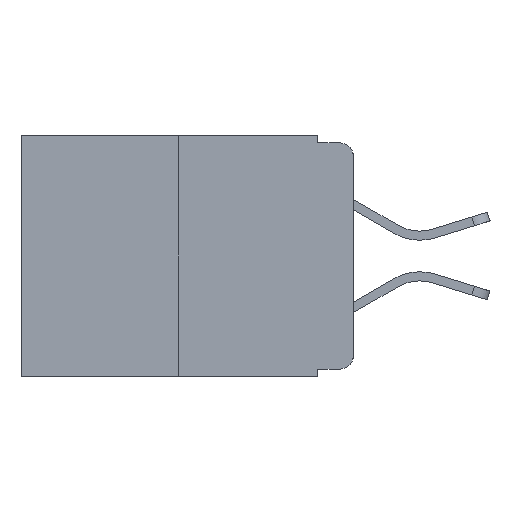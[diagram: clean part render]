
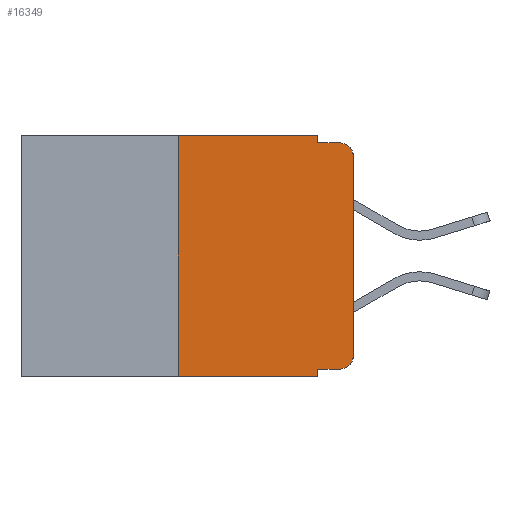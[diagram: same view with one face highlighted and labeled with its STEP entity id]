
A CAD part, left-side view. The second image highlights one B-rep face of the part: STEP entity #16349.
In plain terms, the highlighted planar face has unit normal (-1, 0, 0).
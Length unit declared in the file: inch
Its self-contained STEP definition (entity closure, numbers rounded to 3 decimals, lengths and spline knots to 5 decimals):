
#336 = VERTEX_POINT ( 'NONE', #7946 ) ;
#780 = VERTEX_POINT ( 'NONE', #13506 ) ;
#798 = CIRCLE ( 'NONE', #20496, 0.02 ) ;
#1026 = VERTEX_POINT ( 'NONE', #9498 ) ;
#1311 = CARTESIAN_POINT ( 'NONE',  ( 0., 0., -0.03 ) ) ;
#1726 = CIRCLE ( 'NONE', #10857, 0.02 ) ;
#1760 = LINE ( 'NONE', #13526, #15495 ) ;
#1768 = DIRECTION ( 'NONE',  ( 0., -1., 0. ) ) ;
#1812 = EDGE_CURVE ( 'NONE', #8023, #17110, #20927, .T. ) ;
#1869 = VERTEX_POINT ( 'NONE', #7354 ) ;
#2498 = DIRECTION ( 'NONE',  ( -1., 0., 0. ) ) ;
#2527 = DIRECTION ( 'NONE',  ( 0., 0., -1. ) ) ;
#2852 = CARTESIAN_POINT ( 'NONE',  ( 0., 0.02, -0.01 ) ) ;
#3139 = AXIS2_PLACEMENT_3D ( 'NONE', #19089, #3442, #10415 ) ;
#3327 = EDGE_CURVE ( 'NONE', #1026, #3582, #7732, .T. ) ;
#3442 = DIRECTION ( 'NONE',  ( 1., 0., 0. ) ) ;
#3522 = EDGE_CURVE ( 'NONE', #1869, #8687, #1760, .T. ) ;
#3582 = VERTEX_POINT ( 'NONE', #20714 ) ;
#3721 = CARTESIAN_POINT ( 'NONE',  ( 0., 0.051, -0.01 ) ) ;
#3829 = DIRECTION ( 'NONE',  ( 0., -1., 0. ) ) ;
#4386 = EDGE_CURVE ( 'NONE', #11735, #336, #16884, .T. ) ;
#4621 = CARTESIAN_POINT ( 'NONE',  ( 0., 0.02, -0.03 ) ) ;
#4694 = ORIENTED_EDGE ( 'NONE', *, *, #3327, .F. ) ;
#4835 = DIRECTION ( 'NONE',  ( 0., 0., 1. ) ) ;
#5187 = EDGE_CURVE ( 'NONE', #8687, #5539, #798, .T. ) ;
#5272 = EDGE_CURVE ( 'NONE', #1026, #780, #6223, .T. ) ;
#5539 = VERTEX_POINT ( 'NONE', #2852 ) ;
#5855 = LINE ( 'NONE', #9169, #7106 ) ;
#6168 = ORIENTED_EDGE ( 'NONE', *, *, #4386, .F. ) ;
#6170 = EDGE_CURVE ( 'NONE', #336, #5539, #19149, .T. ) ;
#6223 = LINE ( 'NONE', #6659, #16825 ) ;
#6659 = CARTESIAN_POINT ( 'NONE',  ( 0., 0.473, -0.343 ) ) ;
#6879 = FACE_OUTER_BOUND ( 'NONE', #9739, .T. ) ;
#7106 = VECTOR ( 'NONE', #2527, 39.37008 ) ;
#7354 = CARTESIAN_POINT ( 'NONE',  ( 0., 0., -0.313 ) ) ;
#7639 = ORIENTED_EDGE ( 'NONE', *, *, #6170, .F. ) ;
#7732 = LINE ( 'NONE', #21634, #17615 ) ;
#7820 = VECTOR ( 'NONE', #3829, 39.37008 ) ;
#7946 = CARTESIAN_POINT ( 'NONE',  ( 0., 0.051, -0.01 ) ) ;
#8023 = VERTEX_POINT ( 'NONE', #21996 ) ;
#8687 = VERTEX_POINT ( 'NONE', #1311 ) ;
#9169 = CARTESIAN_POINT ( 'NONE',  ( 0., 0.051, 0. ) ) ;
#9280 = EDGE_CURVE ( 'NONE', #17110, #1869, #1726, .T. ) ;
#9498 = CARTESIAN_POINT ( 'NONE',  ( 0., 0.25, -0.343 ) ) ;
#9739 = EDGE_LOOP ( 'NONE', ( #16910, #15191, #7639, #6168, #10200, #4694, #13394, #10213, #16668, #15383 ) ) ;
#10137 = VECTOR ( 'NONE', #1768, 39.37008 ) ;
#10200 = ORIENTED_EDGE ( 'NONE', *, *, #11831, .F. ) ;
#10213 = ORIENTED_EDGE ( 'NONE', *, *, #11900, .F. ) ;
#10415 = DIRECTION ( 'NONE',  ( 0., 0., -1. ) ) ;
#10432 = CARTESIAN_POINT ( 'NONE',  ( 0., 0.051, 0. ) ) ;
#10857 = AXIS2_PLACEMENT_3D ( 'NONE', #11196, #2498, #18041 ) ;
#11008 = DIRECTION ( 'NONE',  ( 0., -1., 0. ) ) ;
#11196 = CARTESIAN_POINT ( 'NONE',  ( 0., 0.02, -0.313 ) ) ;
#11596 = DIRECTION ( 'NONE',  ( 0., -1., 0. ) ) ;
#11735 = VERTEX_POINT ( 'NONE', #10432 ) ;
#11831 = EDGE_CURVE ( 'NONE', #3582, #11735, #18199, .T. ) ;
#11900 = EDGE_CURVE ( 'NONE', #8023, #780, #5855, .T. ) ;
#11936 = DIRECTION ( 'NONE',  ( -1., 0., 0. ) ) ;
#12612 = CARTESIAN_POINT ( 'NONE',  ( 0., 0.051, -0.333 ) ) ;
#12722 = CARTESIAN_POINT ( 'NONE',  ( 0., 0.473, 0. ) ) ;
#12892 = VECTOR ( 'NONE', #13356, 39.37008 ) ;
#13356 = DIRECTION ( 'NONE',  ( 0., 0., -1. ) ) ;
#13394 = ORIENTED_EDGE ( 'NONE', *, *, #5272, .T. ) ;
#13506 = CARTESIAN_POINT ( 'NONE',  ( 0., 0.051, -0.343 ) ) ;
#13526 = CARTESIAN_POINT ( 'NONE',  ( 0., 0., 0. ) ) ;
#14248 = DIRECTION ( 'NONE',  ( 0., 0., 1. ) ) ;
#15191 = ORIENTED_EDGE ( 'NONE', *, *, #5187, .T. ) ;
#15383 = ORIENTED_EDGE ( 'NONE', *, *, #9280, .T. ) ;
#15495 = VECTOR ( 'NONE', #4835, 39.37008 ) ;
#15521 = CARTESIAN_POINT ( 'NONE',  ( 0., 0.051, 0. ) ) ;
#16349 = ADVANCED_FACE ( 'NONE', ( #6879 ), #20803, .F. ) ;
#16668 = ORIENTED_EDGE ( 'NONE', *, *, #1812, .T. ) ;
#16825 = VECTOR ( 'NONE', #11596, 39.37008 ) ;
#16884 = LINE ( 'NONE', #15521, #12892 ) ;
#16910 = ORIENTED_EDGE ( 'NONE', *, *, #3522, .T. ) ;
#17110 = VERTEX_POINT ( 'NONE', #18812 ) ;
#17301 = VECTOR ( 'NONE', #11008, 39.37008 ) ;
#17615 = VECTOR ( 'NONE', #14248, 39.37008 ) ;
#18041 = DIRECTION ( 'NONE',  ( 0., 0., -1. ) ) ;
#18199 = LINE ( 'NONE', #12722, #17301 ) ;
#18812 = CARTESIAN_POINT ( 'NONE',  ( 0., 0.02, -0.333 ) ) ;
#19089 = CARTESIAN_POINT ( 'NONE',  ( 0., 0.473, 0. ) ) ;
#19149 = LINE ( 'NONE', #3721, #7820 ) ;
#20496 = AXIS2_PLACEMENT_3D ( 'NONE', #4621, #11936, #22079 ) ;
#20714 = CARTESIAN_POINT ( 'NONE',  ( 0., 0.25, 0. ) ) ;
#20803 = PLANE ( 'NONE',  #3139 ) ;
#20927 = LINE ( 'NONE', #12612, #10137 ) ;
#21634 = CARTESIAN_POINT ( 'NONE',  ( 0., 0.25, 0. ) ) ;
#21996 = CARTESIAN_POINT ( 'NONE',  ( 0., 0.051, -0.333 ) ) ;
#22079 = DIRECTION ( 'NONE',  ( 0., 0., -1. ) ) ;
